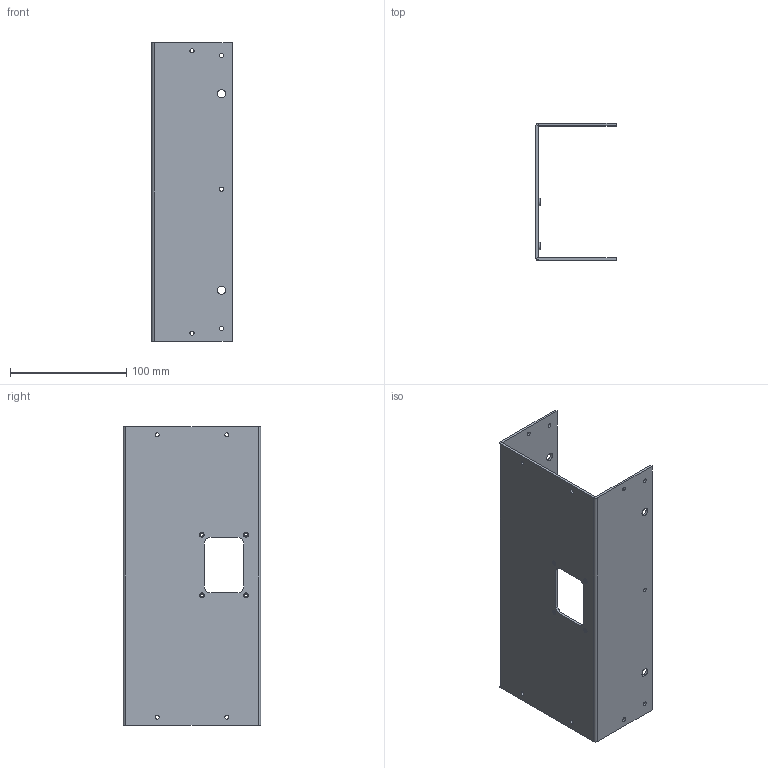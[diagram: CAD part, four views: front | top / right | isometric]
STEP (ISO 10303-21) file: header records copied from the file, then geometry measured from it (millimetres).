
FILE_DESCRIPTION (( 'STEP AP214' ), '1' );
FILE_NAME ('DTACQSHELL-QTY10.STEP', '2020-01-30T19:46:05', ( '' ), ( '' ), 'SwSTEP 2.0', 'SolidWorks 2019', '' );
FILE_SCHEMA (( 'AUTOMOTIVE_DESIGN' ));
Length unit declared in the file: inch
Products named in the file (1): DTACQSHELL-QTY10
Bounding box: 69 x 118 x 257 mm (x, y, z)
Volume: 125372.3 mm3; surface area: 128601.9 mm2
Topology: 5 solids, 5 shells, 450 faces, 1248 edges, 816 vertices
Faces by surface type: cylinder 380, plane 38, cone 32
Entity records: 20842 total; most frequent: DIRECTION 2942, CARTESIAN_POINT 2515, ORIENTED_EDGE 2496, EDGE_CURVE 1248, AXIS2_PLACEMENT_3D 1243, VERTEX_POINT 816, CIRCLE 792, EDGE_LOOP 512
